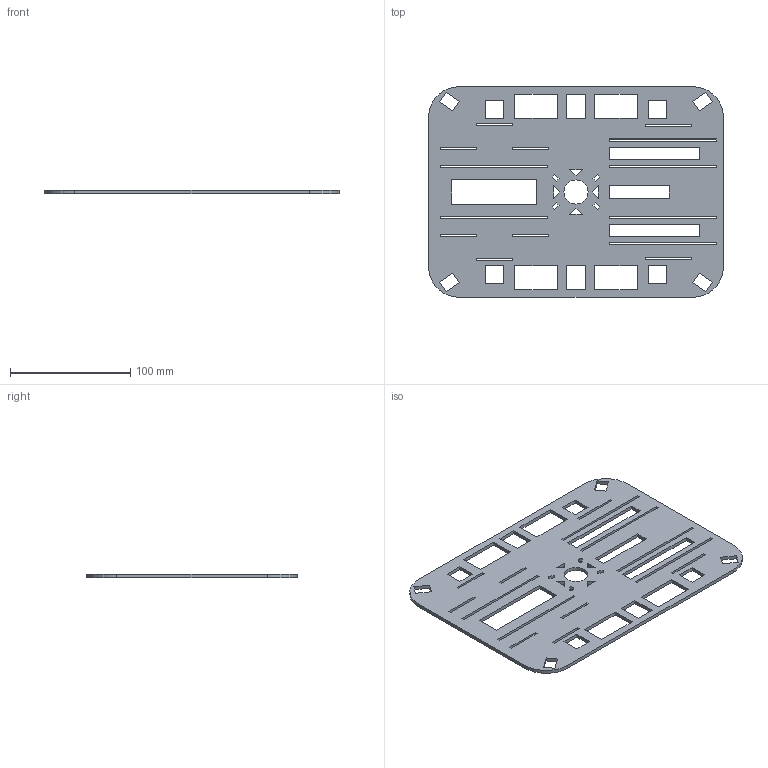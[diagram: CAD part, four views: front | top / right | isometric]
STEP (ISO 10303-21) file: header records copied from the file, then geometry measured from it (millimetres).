
FILE_DESCRIPTION (( 'STEP AP203' ), '1' );
FILE_NAME ('FRAME.STEP', '2021-07-11T18:00:37', ( '' ), ( '' ), 'SwSTEP 2.0', 'SolidWorks 2020', '' );
FILE_SCHEMA (( 'CONFIG_CONTROL_DESIGN' ));
Length unit declared in the file: millimetre
Products named in the file (1): FRAME
Bounding box: 245 x 175 x 3 mm (x, y, z)
Volume: 95785.6 mm3; surface area: 76802.9 mm2
Topology: 1 solids, 1 shells, 168 faces, 498 edges, 332 vertices
Faces by surface type: plane 162, cylinder 6
Entity records: 5755 total; most frequent: CARTESIAN_POINT 999, ORIENTED_EDGE 996, DIRECTION 848, EDGE_CURVE 498, LINE 486, VECTOR 486, VERTEX_POINT 332, EDGE_LOOP 250
